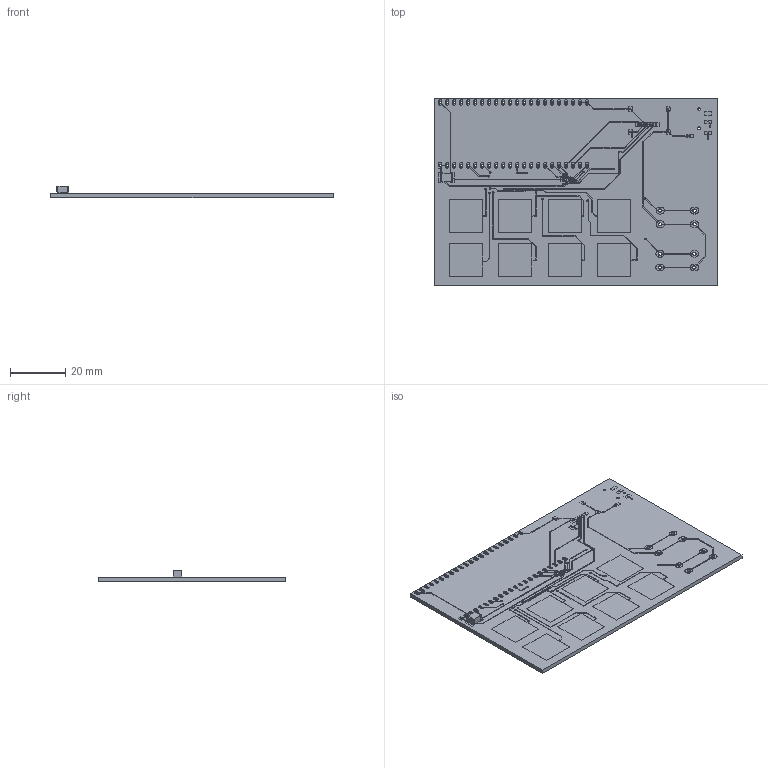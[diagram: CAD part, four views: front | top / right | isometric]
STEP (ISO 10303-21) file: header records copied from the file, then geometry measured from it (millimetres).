
FILE_DESCRIPTION(('KiCad electronic assembly'),'2;1');
FILE_NAME('Serenity.step','2025-06-29T01:15:02',('Pcbnew'),('Kicad'), 'Open CASCADE STEP processor 7.8','KiCad to STEP converter','Unknown' );
FILE_SCHEMA(('AUTOMOTIVE_DESIGN { 1 0 10303 214 1 1 1 1 }'));
Length unit declared in the file: millimetre
Products named in the file (6): Serenity 1; C_1812_4532Metric; Serenity_copper; Serenity_pad; Serenity_via; Serenity_PCB
Assembly tree (5 placements, depth 2):
  Serenity 1
    C_1812_4532Metric
    Serenity_copper
    Serenity_pad
    Serenity_via
    Serenity_PCB
Bounding box: 102.6 x 68.1 x 4.13 mm (x, y, z)
Volume: 10601 mm3; surface area: 18686.4 mm2
Topology: 261 solids, 261 shells, 2253 faces, 5187 edges, 3458 vertices
Faces by surface type: plane 1517, cylinder 736
Full cylindrical faces by diameter (mm): 0.25 x20, 0.3 x60, 0.75 x132, 0.8 x88, 1 x2, 1.15 x24, 1.2 x16
Entity records: 66459 total; most frequent: DIRECTION 11177, CARTESIAN_POINT 10904, ORIENTED_EDGE 10374, EDGE_CURVE 5187, AXIS2_PLACEMENT_3D 3731, LINE 3715, VECTOR 3715, VERTEX_POINT 3458
